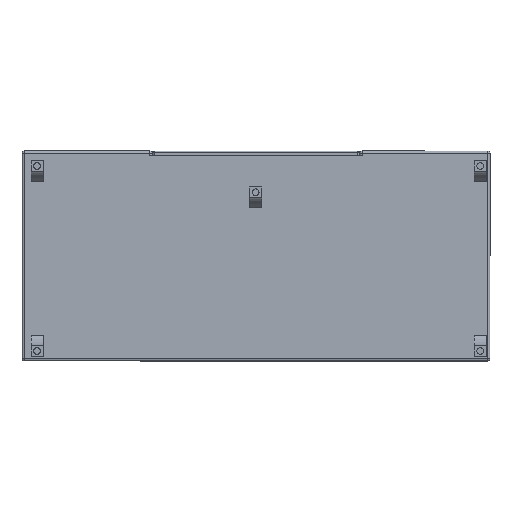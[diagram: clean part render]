
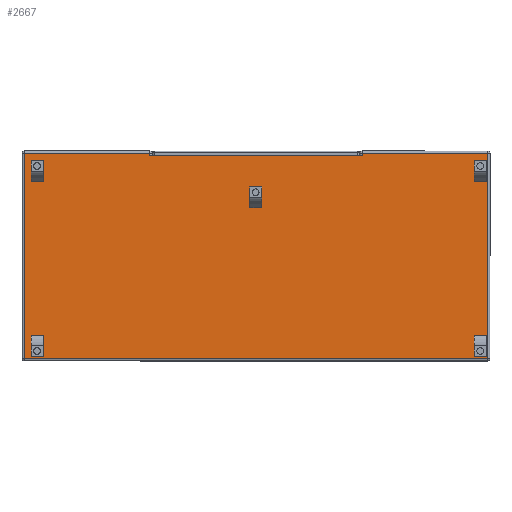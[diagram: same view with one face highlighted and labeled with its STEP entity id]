
A CAD part, front view. The second image highlights one B-rep face of the part: STEP entity #2667.
In plain terms, the highlighted planar face has unit normal (0, -1, 0).
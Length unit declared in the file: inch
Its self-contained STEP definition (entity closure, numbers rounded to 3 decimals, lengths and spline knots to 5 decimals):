
#113=PLANE('',#3033);
#208=LINE('',#4611,#395);
#231=LINE('',#4688,#418);
#233=LINE('',#4694,#420);
#244=LINE('',#4721,#431);
#245=LINE('',#4724,#432);
#246=LINE('',#4726,#433);
#247=LINE('',#4728,#434);
#248=LINE('',#4729,#435);
#395=VECTOR('',#3414,0.3937);
#418=VECTOR('',#3503,0.3937);
#420=VECTOR('',#3509,0.3937);
#431=VECTOR('',#3536,0.3937);
#432=VECTOR('',#3541,0.3937);
#433=VECTOR('',#3542,0.3937);
#434=VECTOR('',#3543,0.3937);
#435=VECTOR('',#3544,0.3937);
#698=FACE_OUTER_BOUND('',#892,.T.);
#892=EDGE_LOOP('',(#1972,#1973,#1974,#1975,#1976,#1977,#1978,#1979));
#1266=VERTEX_POINT('',#4441);
#1276=VERTEX_POINT('',#4604);
#1278=VERTEX_POINT('',#4610);
#1299=VERTEX_POINT('',#4686);
#1301=VERTEX_POINT('',#4692);
#1309=VERTEX_POINT('',#4720);
#1310=VERTEX_POINT('',#4725);
#1311=VERTEX_POINT('',#4727);
#1490=EDGE_CURVE('',#1276,#1278,#208,.T.);
#1531=EDGE_CURVE('',#1299,#1266,#231,.T.);
#1534=EDGE_CURVE('',#1301,#1276,#233,.T.);
#1547=EDGE_CURVE('',#1266,#1309,#244,.T.);
#1549=EDGE_CURVE('',#1299,#1278,#245,.T.);
#1550=EDGE_CURVE('',#1310,#1301,#246,.T.);
#1551=EDGE_CURVE('',#1311,#1310,#247,.T.);
#1552=EDGE_CURVE('',#1309,#1311,#248,.T.);
#1972=ORIENTED_EDGE('',*,*,#1549,.T.);
#1973=ORIENTED_EDGE('',*,*,#1490,.F.);
#1974=ORIENTED_EDGE('',*,*,#1534,.F.);
#1975=ORIENTED_EDGE('',*,*,#1550,.F.);
#1976=ORIENTED_EDGE('',*,*,#1551,.F.);
#1977=ORIENTED_EDGE('',*,*,#1552,.F.);
#1978=ORIENTED_EDGE('',*,*,#1547,.F.);
#1979=ORIENTED_EDGE('',*,*,#1531,.F.);
#2667=ADVANCED_FACE('',(#698),#113,.T.);
#3033=AXIS2_PLACEMENT_3D('',#4723,#3539,#3540);
#3414=DIRECTION('',(1.,0.,0.));
#3503=DIRECTION('',(-1.,0.,0.));
#3509=DIRECTION('',(0.,0.,1.));
#3536=DIRECTION('',(0.,0.,1.));
#3539=DIRECTION('center_axis',(0.,-1.,0.));
#3540=DIRECTION('ref_axis',(1.,0.,0.));
#3541=DIRECTION('',(0.,0.,-1.));
#3542=DIRECTION('',(-1.,0.,0.));
#3543=DIRECTION('',(0.,0.,-1.));
#3544=DIRECTION('',(1.,0.,0.));
#4441=CARTESIAN_POINT('',(-18.50647,-13.24283,17.6875));
#4604=CARTESIAN_POINT('',(-18.50647,-13.24283,-17.6875));
#4610=CARTESIAN_POINT('',(-18.13147,-13.24283,-17.6875));
#4611=CARTESIAN_POINT('',(-18.75647,-13.24283,-17.6875));
#4686=CARTESIAN_POINT('',(-18.13147,-13.24283,17.6875));
#4688=CARTESIAN_POINT('',(-18.75647,-13.24283,17.6875));
#4692=CARTESIAN_POINT('',(-18.50647,-13.24283,-38.625));
#4694=CARTESIAN_POINT('',(-18.50647,-13.24283,0.));
#4720=CARTESIAN_POINT('',(-18.50647,-13.24283,38.625));
#4721=CARTESIAN_POINT('',(-18.50647,-13.24283,0.));
#4723=CARTESIAN_POINT('Origin',(-18.63147,-13.24283,0.));
#4724=CARTESIAN_POINT('',(-18.13147,-13.24283,17.1875));
#4725=CARTESIAN_POINT('',(15.74353,-13.24283,-38.625));
#4726=CARTESIAN_POINT('',(-7.94485,-13.24283,-38.625));
#4727=CARTESIAN_POINT('',(15.74353,-13.24283,38.625));
#4728=CARTESIAN_POINT('',(15.74353,-13.24283,0.));
#4729=CARTESIAN_POINT('',(-7.94485,-13.24283,38.625));
